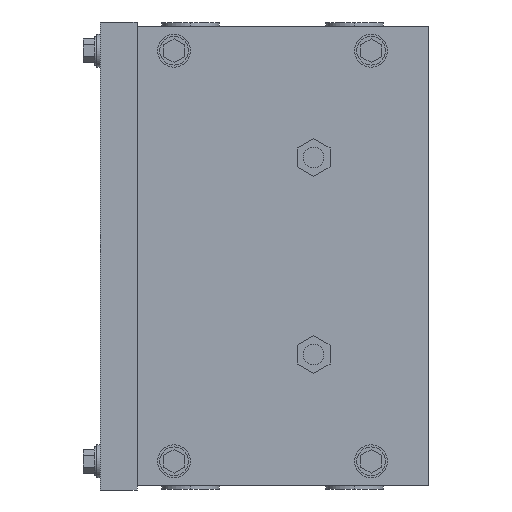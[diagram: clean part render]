
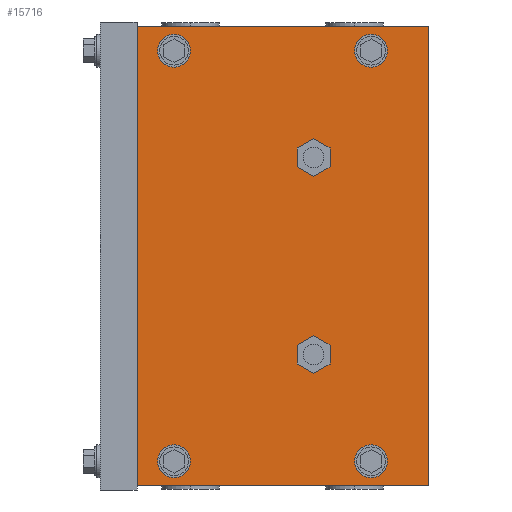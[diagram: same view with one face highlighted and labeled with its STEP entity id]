
A CAD part, left-side view. The second image highlights one B-rep face of the part: STEP entity #15716.
In plain terms, the highlighted planar face has unit normal (-1, 0, 0).
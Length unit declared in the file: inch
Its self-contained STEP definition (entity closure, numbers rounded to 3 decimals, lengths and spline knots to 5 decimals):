
#549 = EDGE_CURVE ( 'NONE', #15359, #12238, #26375, .T. ) ;
#1019 = CARTESIAN_POINT ( 'NONE',  ( -6., 0., -3.5 ) ) ;
#1512 = AXIS2_PLACEMENT_3D ( 'NONE', #16333, #14224, #5480 ) ;
#1958 = CARTESIAN_POINT ( 'NONE',  ( -6., 4.4375, 3.5 ) ) ;
#2140 = CARTESIAN_POINT ( 'NONE',  ( -6., 0., 3.5 ) ) ;
#2353 = CARTESIAN_POINT ( 'NONE',  ( -6., 4.4375, -3.5 ) ) ;
#2471 = ORIENTED_EDGE ( 'NONE', *, *, #9691, .F. ) ;
#3645 = VECTOR ( 'NONE', #18987, 39.37008 ) ;
#5480 = DIRECTION ( 'NONE',  ( 0., 0., 1. ) ) ;
#6336 = CARTESIAN_POINT ( 'NONE',  ( -6., 4.4375, -3.5 ) ) ;
#6530 = EDGE_CURVE ( 'NONE', #12499, #10176, #13215, .T. ) ;
#7242 = EDGE_LOOP ( 'NONE', ( #12048, #2471, #11102, #14429 ) ) ;
#7503 = VECTOR ( 'NONE', #22048, 39.37008 ) ;
#8414 = LINE ( 'NONE', #6336, #3645 ) ;
#9691 = EDGE_CURVE ( 'NONE', #12499, #15359, #26589, .T. ) ;
#10176 = VERTEX_POINT ( 'NONE', #20276 ) ;
#11102 = ORIENTED_EDGE ( 'NONE', *, *, #6530, .T. ) ;
#12048 = ORIENTED_EDGE ( 'NONE', *, *, #549, .F. ) ;
#12238 = VERTEX_POINT ( 'NONE', #26085 ) ;
#12499 = VERTEX_POINT ( 'NONE', #1958 ) ;
#13215 = LINE ( 'NONE', #2353, #26790 ) ;
#14224 = DIRECTION ( 'NONE',  ( -1., 0., 0. ) ) ;
#14429 = ORIENTED_EDGE ( 'NONE', *, *, #24204, .T. ) ;
#15359 = VERTEX_POINT ( 'NONE', #2140 ) ;
#15716 = ADVANCED_FACE ( 'NONE', ( #24541 ), #26765, .T. ) ;
#16333 = CARTESIAN_POINT ( 'NONE',  ( -6., 4.4375, -3.5 ) ) ;
#18375 = CARTESIAN_POINT ( 'NONE',  ( -6., 4.4375, 3.5 ) ) ;
#18987 = DIRECTION ( 'NONE',  ( 0., -1., 0. ) ) ;
#18994 = VECTOR ( 'NONE', #26991, 39.37008 ) ;
#20276 = CARTESIAN_POINT ( 'NONE',  ( -6., 4.4375, -3.5 ) ) ;
#21287 = DIRECTION ( 'NONE',  ( 0., 0., -1. ) ) ;
#22048 = DIRECTION ( 'NONE',  ( 0., 0., -1. ) ) ;
#24204 = EDGE_CURVE ( 'NONE', #10176, #12238, #8414, .T. ) ;
#24541 = FACE_OUTER_BOUND ( 'NONE', #7242, .T. ) ;
#26085 = CARTESIAN_POINT ( 'NONE',  ( -6., 0., -3.5 ) ) ;
#26375 = LINE ( 'NONE', #1019, #7503 ) ;
#26589 = LINE ( 'NONE', #18375, #18994 ) ;
#26765 = PLANE ( 'NONE',  #1512 ) ;
#26790 = VECTOR ( 'NONE', #21287, 39.37008 ) ;
#26991 = DIRECTION ( 'NONE',  ( 0., -1., 0. ) ) ;
